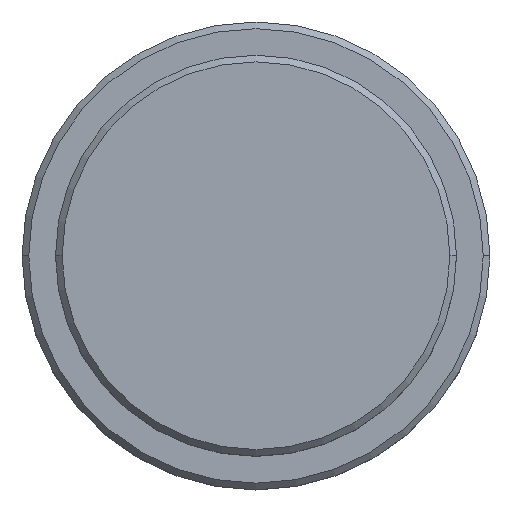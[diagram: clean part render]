
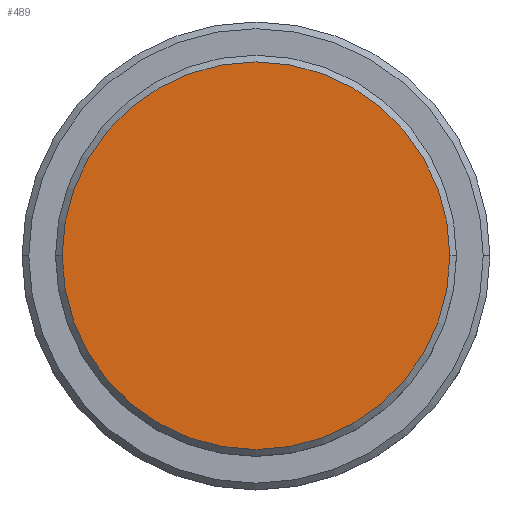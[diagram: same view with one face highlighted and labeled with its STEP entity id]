
A CAD part, top view. The second image highlights one B-rep face of the part: STEP entity #489.
In plain terms, the highlighted planar face has unit normal (0, 0, 1).
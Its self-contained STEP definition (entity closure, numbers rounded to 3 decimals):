
#59 = CARTESIAN_POINT ( 'NONE',  ( 0., 0., 0. ) ) ;
#292 = AXIS2_PLACEMENT_3D ( 'NONE', #59, #1375, #941 ) ;
#426 = ORIENTED_EDGE ( 'NONE', *, *, #838, .T. ) ;
#480 = DIRECTION ( 'NONE',  ( 0., 0., 1. ) ) ;
#489 = ADVANCED_FACE ( 'NONE', ( #518 ), #944, .T. ) ;
#518 = FACE_OUTER_BOUND ( 'NONE', #1135, .T. ) ;
#551 = CARTESIAN_POINT ( 'NONE',  ( 14.5, 0., 0. ) ) ;
#575 = ORIENTED_EDGE ( 'NONE', *, *, #1376, .T. ) ;
#606 = CARTESIAN_POINT ( 'NONE',  ( -14.5, 0., 0. ) ) ;
#717 = VERTEX_POINT ( 'NONE', #551 ) ;
#794 = CARTESIAN_POINT ( 'NONE',  ( 0., 0., 0. ) ) ;
#798 = AXIS2_PLACEMENT_3D ( 'NONE', #1163, #1373, #1082 ) ;
#820 = CIRCLE ( 'NONE', #986, 14.5 ) ;
#838 = EDGE_CURVE ( 'NONE', #1025, #717, #820, .T. ) ;
#941 = DIRECTION ( 'NONE',  ( 1., 0., 0. ) ) ;
#944 = PLANE ( 'NONE',  #798 ) ;
#986 = AXIS2_PLACEMENT_3D ( 'NONE', #794, #480, #1017 ) ;
#1017 = DIRECTION ( 'NONE',  ( 1., 0., 0. ) ) ;
#1025 = VERTEX_POINT ( 'NONE', #606 ) ;
#1082 = DIRECTION ( 'NONE',  ( 1., 0., 0. ) ) ;
#1135 = EDGE_LOOP ( 'NONE', ( #426, #575 ) ) ;
#1147 = CIRCLE ( 'NONE', #292, 14.5 ) ;
#1163 = CARTESIAN_POINT ( 'NONE',  ( 0., 0., 0. ) ) ;
#1373 = DIRECTION ( 'NONE',  ( 0., 0., 1. ) ) ;
#1375 = DIRECTION ( 'NONE',  ( 0., 0., 1. ) ) ;
#1376 = EDGE_CURVE ( 'NONE', #717, #1025, #1147, .T. ) ;
